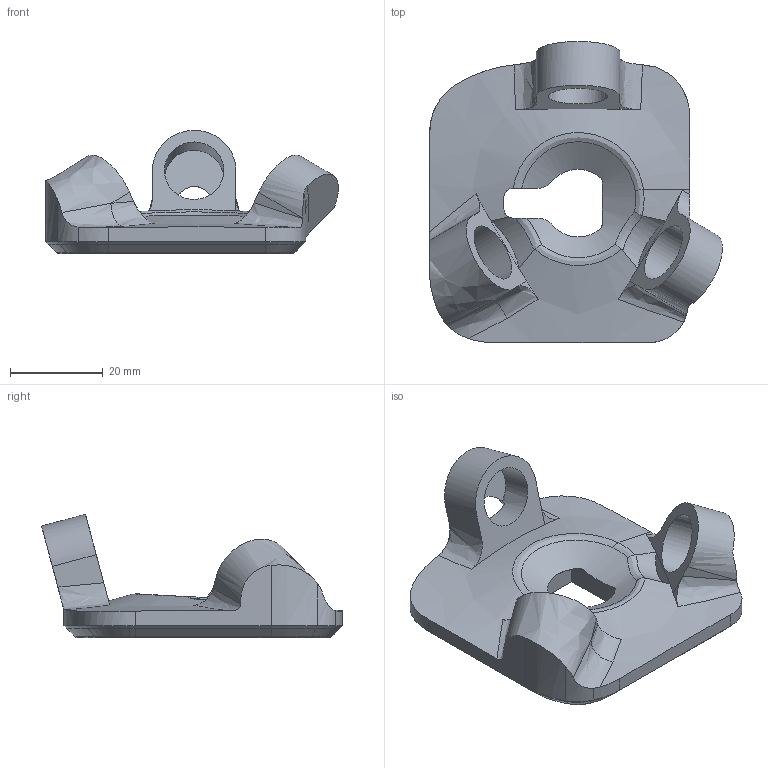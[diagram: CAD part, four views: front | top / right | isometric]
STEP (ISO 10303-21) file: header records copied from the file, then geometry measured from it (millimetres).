
FILE_DESCRIPTION(/* description */ (''),/* implementation_level */ '2;1');
FILE_NAME(/* name */ 'PLOOPY~3',/* time_stamp */ '2021-08-11T18:13:50+01:00',/* author */ (''),/* organization */ (''),/* preprocessor_version */ 'ST-DEVELOPER v16.5',/* originating_system */ '',/* authorisation */ '');
FILE_SCHEMA (('AUTOMOTIVE_DESIGN'));
Length unit declared in the file: millimetre
Products named in the file (1): Document
Bounding box: 63.07 x 64.8 x 26.57 mm (x, y, z)
Volume: 23215.8 mm3; surface area: 10535.6 mm2
Topology: 1 solids, 1 shells, 149 faces, 372 edges, 224 vertices
Faces by surface type: bspline 86, plane 63
Entity records: 11375 total; most frequent: CARTESIAN_POINT 9012, ORIENTED_EDGE 740, EDGE_CURVE 370, B_SPLINE_CURVE_WITH_KNOTS 306, VERTEX_POINT 224, EDGE_LOOP 156, ADVANCED_FACE 149, FACE_OUTER_BOUND 149
